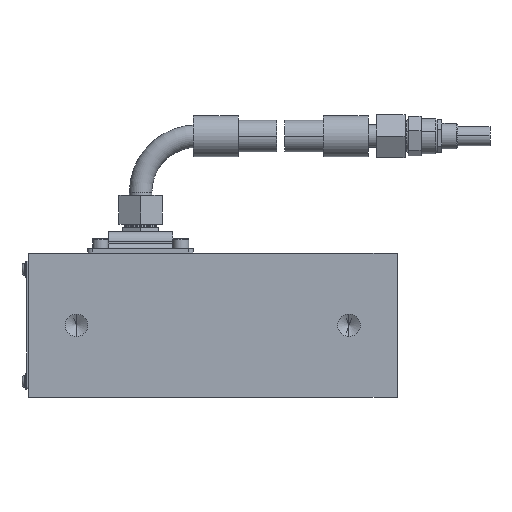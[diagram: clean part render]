
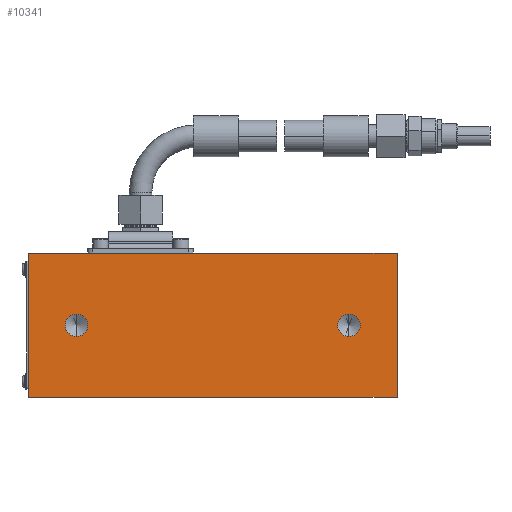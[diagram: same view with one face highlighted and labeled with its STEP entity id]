
A CAD part, front view. The second image highlights one B-rep face of the part: STEP entity #10341.
In plain terms, the highlighted planar face has unit normal (0, -1, 0).
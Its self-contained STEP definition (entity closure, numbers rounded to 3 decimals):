
#48 = VECTOR ( 'NONE', #15335, 1000. ) ;
#291 = CARTESIAN_POINT ( 'NONE',  ( -115., -62.5, 45. ) ) ;
#318 = ORIENTED_EDGE ( 'NONE', *, *, #15727, .F. ) ;
#652 = VERTEX_POINT ( 'NONE', #1431 ) ;
#675 = EDGE_LOOP ( 'NONE', ( #5566, #7718, #7855, #18073 ) ) ;
#1431 = CARTESIAN_POINT ( 'NONE',  ( 85., -62.5, 7. ) ) ;
#1482 = VERTEX_POINT ( 'NONE', #291 ) ;
#1876 = CIRCLE ( 'NONE', #9160, 7. ) ;
#1994 = CARTESIAN_POINT ( 'NONE',  ( -85., -62.5, 0. ) ) ;
#2264 = CIRCLE ( 'NONE', #14763, 7. ) ;
#2271 = DIRECTION ( 'NONE',  ( 0., -1., 0. ) ) ;
#2690 = EDGE_CURVE ( 'NONE', #13092, #4327, #6752, .T. ) ;
#2728 = FACE_BOUND ( 'NONE', #14561, .T. ) ;
#2848 = CARTESIAN_POINT ( 'NONE',  ( 0., -62.5, 0. ) ) ;
#2866 = DIRECTION ( 'NONE',  ( 0., -1., 0. ) ) ;
#3037 = CARTESIAN_POINT ( 'NONE',  ( -115., -62.5, 45. ) ) ;
#3255 = FACE_OUTER_BOUND ( 'NONE', #675, .T. ) ;
#3357 = VERTEX_POINT ( 'NONE', #3600 ) ;
#3359 = CIRCLE ( 'NONE', #7658, 7. ) ;
#3600 = CARTESIAN_POINT ( 'NONE',  ( -85., -62.5, 7. ) ) ;
#3903 = ORIENTED_EDGE ( 'NONE', *, *, #13416, .F. ) ;
#4327 = VERTEX_POINT ( 'NONE', #10895 ) ;
#5182 = ORIENTED_EDGE ( 'NONE', *, *, #8917, .F. ) ;
#5447 = VECTOR ( 'NONE', #13012, 1000. ) ;
#5566 = ORIENTED_EDGE ( 'NONE', *, *, #2690, .F. ) ;
#5585 = CARTESIAN_POINT ( 'NONE',  ( -85., -62.5, 0. ) ) ;
#5995 = VECTOR ( 'NONE', #13294, 1000. ) ;
#6752 = LINE ( 'NONE', #8154, #5447 ) ;
#7031 = EDGE_CURVE ( 'NONE', #14800, #652, #3359, .T. ) ;
#7658 = AXIS2_PLACEMENT_3D ( 'NONE', #17823, #12789, #19402 ) ;
#7718 = ORIENTED_EDGE ( 'NONE', *, *, #14609, .F. ) ;
#7831 = CARTESIAN_POINT ( 'NONE',  ( 85., -62.5, 0. ) ) ;
#7855 = ORIENTED_EDGE ( 'NONE', *, *, #11118, .F. ) ;
#8154 = CARTESIAN_POINT ( 'NONE',  ( 115., -62.5, 45. ) ) ;
#8224 = EDGE_LOOP ( 'NONE', ( #11490, #5182 ) ) ;
#8293 = AXIS2_PLACEMENT_3D ( 'NONE', #2848, #20920, #10804 ) ;
#8517 = LINE ( 'NONE', #13554, #48 ) ;
#8917 = EDGE_CURVE ( 'NONE', #652, #14800, #2264, .T. ) ;
#8979 = DIRECTION ( 'NONE',  ( 0., 0., -1. ) ) ;
#9160 = AXIS2_PLACEMENT_3D ( 'NONE', #1994, #2271, #18434 ) ;
#9938 = VECTOR ( 'NONE', #13151, 1000. ) ;
#10072 = CARTESIAN_POINT ( 'NONE',  ( -85., -62.5, -7. ) ) ;
#10341 = ADVANCED_FACE ( 'NONE', ( #2728, #10492, #3255 ), #14307, .T. ) ;
#10407 = LINE ( 'NONE', #19636, #5995 ) ;
#10492 = FACE_BOUND ( 'NONE', #8224, .T. ) ;
#10625 = CARTESIAN_POINT ( 'NONE',  ( 115., -62.5, 45. ) ) ;
#10709 = VERTEX_POINT ( 'NONE', #10072 ) ;
#10804 = DIRECTION ( 'NONE',  ( 0., 0., -1. ) ) ;
#10895 = CARTESIAN_POINT ( 'NONE',  ( 115., -62.5, -45. ) ) ;
#11118 = EDGE_CURVE ( 'NONE', #15025, #1482, #15090, .T. ) ;
#11400 = CIRCLE ( 'NONE', #14440, 7. ) ;
#11490 = ORIENTED_EDGE ( 'NONE', *, *, #7031, .F. ) ;
#12789 = DIRECTION ( 'NONE',  ( 0., -1., 0. ) ) ;
#13012 = DIRECTION ( 'NONE',  ( 0., 0., -1. ) ) ;
#13092 = VERTEX_POINT ( 'NONE', #10625 ) ;
#13151 = DIRECTION ( 'NONE',  ( 0., 0., 1. ) ) ;
#13294 = DIRECTION ( 'NONE',  ( 1., 0., 0. ) ) ;
#13416 = EDGE_CURVE ( 'NONE', #10709, #3357, #1876, .T. ) ;
#13554 = CARTESIAN_POINT ( 'NONE',  ( -115., -62.5, -45. ) ) ;
#14307 = PLANE ( 'NONE',  #8293 ) ;
#14408 = DIRECTION ( 'NONE',  ( 0., 0., -1. ) ) ;
#14440 = AXIS2_PLACEMENT_3D ( 'NONE', #5585, #18843, #8979 ) ;
#14561 = EDGE_LOOP ( 'NONE', ( #3903, #318 ) ) ;
#14609 = EDGE_CURVE ( 'NONE', #1482, #13092, #10407, .T. ) ;
#14763 = AXIS2_PLACEMENT_3D ( 'NONE', #7831, #2866, #14408 ) ;
#14800 = VERTEX_POINT ( 'NONE', #15016 ) ;
#15016 = CARTESIAN_POINT ( 'NONE',  ( 85., -62.5, -7. ) ) ;
#15025 = VERTEX_POINT ( 'NONE', #15836 ) ;
#15090 = LINE ( 'NONE', #3037, #9938 ) ;
#15335 = DIRECTION ( 'NONE',  ( -1., 0., 0. ) ) ;
#15727 = EDGE_CURVE ( 'NONE', #3357, #10709, #11400, .T. ) ;
#15836 = CARTESIAN_POINT ( 'NONE',  ( -115., -62.5, -45. ) ) ;
#15986 = EDGE_CURVE ( 'NONE', #4327, #15025, #8517, .T. ) ;
#17823 = CARTESIAN_POINT ( 'NONE',  ( 85., -62.5, 0. ) ) ;
#18073 = ORIENTED_EDGE ( 'NONE', *, *, #15986, .F. ) ;
#18434 = DIRECTION ( 'NONE',  ( 0., 0., -1. ) ) ;
#18843 = DIRECTION ( 'NONE',  ( 0., -1., 0. ) ) ;
#19402 = DIRECTION ( 'NONE',  ( 0., 0., -1. ) ) ;
#19636 = CARTESIAN_POINT ( 'NONE',  ( -115., -62.5, 45. ) ) ;
#20920 = DIRECTION ( 'NONE',  ( 0., -1., 0. ) ) ;
